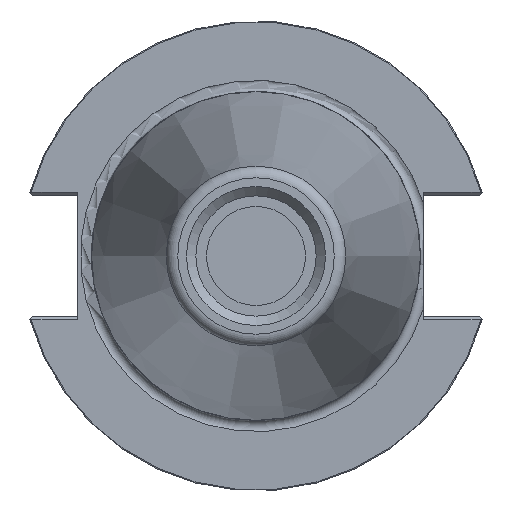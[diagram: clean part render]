
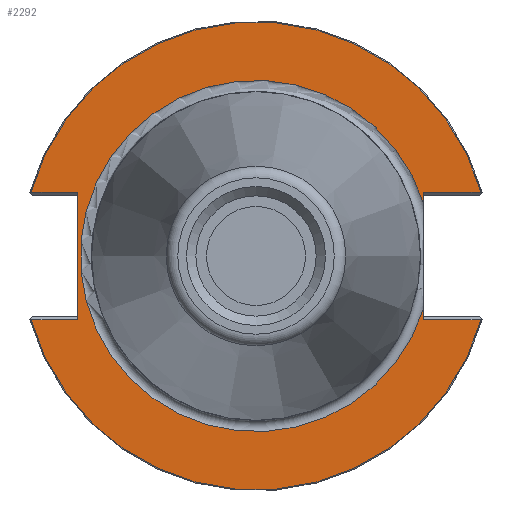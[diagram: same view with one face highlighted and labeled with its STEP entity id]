
A CAD part, left-side view. The second image highlights one B-rep face of the part: STEP entity #2292.
In plain terms, the highlighted planar face has unit normal (-1, 0, 0).
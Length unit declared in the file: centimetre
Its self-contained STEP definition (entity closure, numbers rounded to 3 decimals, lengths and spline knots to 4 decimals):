
#227=LINE('',#4335,#384);
#228=LINE('',#4357,#385);
#235=LINE('',#4414,#392);
#237=LINE('',#4418,#394);
#238=LINE('',#4420,#395);
#239=LINE('',#4422,#396);
#240=LINE('',#4425,#397);
#384=VECTOR('',#2777,0.1336);
#385=VECTOR('',#2778,0.1336);
#392=VECTOR('',#2795,0.7828);
#394=VECTOR('',#2799,0.6304);
#395=VECTOR('',#2800,1.7177);
#396=VECTOR('',#2801,0.6304);
#397=VECTOR('',#2804,0.7828);
#498=PLANE('',#2447);
#654=FACE_OUTER_BOUND('',#810,.T.);
#810=EDGE_LOOP('',(#1746,#1747,#1748,#1749,#1750,#1751,#1752,#1753,#1754,
#1755));
#915=CIRCLE('',#2443,3.1623);
#917=CIRCLE('',#2448,3.1623);
#918=CIRCLE('',#2449,2.3741);
#1033=VERTEX_POINT('',#4332);
#1034=VERTEX_POINT('',#4334);
#1035=VERTEX_POINT('',#4336);
#1036=VERTEX_POINT('',#4356);
#1040=VERTEX_POINT('',#4365);
#1041=VERTEX_POINT('',#4374);
#1048=VERTEX_POINT('',#4417);
#1049=VERTEX_POINT('',#4419);
#1050=VERTEX_POINT('',#4421);
#1051=VERTEX_POINT('',#4423);
#1284=EDGE_CURVE('',#1034,#1033,#227,.T.);
#1286=EDGE_CURVE('',#1036,#1035,#228,.T.);
#1291=EDGE_CURVE('',#1040,#1041,#915,.T.);
#1300=EDGE_CURVE('',#1033,#1041,#235,.T.);
#1302=EDGE_CURVE('',#1048,#1040,#237,.T.);
#1303=EDGE_CURVE('',#1049,#1048,#238,.T.);
#1304=EDGE_CURVE('',#1050,#1049,#239,.T.);
#1305=EDGE_CURVE('',#1051,#1050,#917,.T.);
#1306=EDGE_CURVE('',#1051,#1036,#240,.T.);
#1307=EDGE_CURVE('',#1035,#1034,#918,.T.);
#1746=ORIENTED_EDGE('',*,*,#1291,.F.);
#1747=ORIENTED_EDGE('',*,*,#1302,.F.);
#1748=ORIENTED_EDGE('',*,*,#1303,.F.);
#1749=ORIENTED_EDGE('',*,*,#1304,.F.);
#1750=ORIENTED_EDGE('',*,*,#1305,.F.);
#1751=ORIENTED_EDGE('',*,*,#1306,.T.);
#1752=ORIENTED_EDGE('',*,*,#1286,.T.);
#1753=ORIENTED_EDGE('',*,*,#1307,.T.);
#1754=ORIENTED_EDGE('',*,*,#1284,.T.);
#1755=ORIENTED_EDGE('',*,*,#1300,.T.);
#2292=ADVANCED_FACE('',(#654),#498,.T.);
#2443=AXIS2_PLACEMENT_3D('',#4375,#2784,#2785);
#2447=AXIS2_PLACEMENT_3D('',#4416,#2797,#2798);
#2448=AXIS2_PLACEMENT_3D('',#4424,#2802,#2803);
#2449=AXIS2_PLACEMENT_3D('',#4426,#2805,#2806);
#2777=DIRECTION('',(0.,0.,1.));
#2778=DIRECTION('',(0.,0.,1.));
#2784=DIRECTION('center_axis',(1.,0.,0.));
#2785=DIRECTION('ref_axis',(0.,0.,
1.));
#2795=DIRECTION('',(0.,-1.,0.));
#2797=DIRECTION('center_axis',(-1.,0.,0.));
#2798=DIRECTION('ref_axis',(0.,0.,1.));
#2799=DIRECTION('',(0.,1.,0.));
#2800=DIRECTION('',(0.,0.,1.));
#2801=DIRECTION('',(0.,-1.,0.));
#2802=DIRECTION('center_axis',(1.,0.,0.));
#2803=DIRECTION('ref_axis',(0.,0.,
-1.));
#2804=DIRECTION('',(0.,1.,0.));
#2805=DIRECTION('center_axis',(1.,0.,0.));
#2806=DIRECTION('ref_axis',(0.,0.,1.));
#4332=CARTESIAN_POINT('',(1.1819,-1.5225,0.8588));
#4334=CARTESIAN_POINT('',(1.1819,-1.5225,0.7252));
#4335=CARTESIAN_POINT('',(1.1819,-1.5225,0.));
#4336=CARTESIAN_POINT('',(1.1819,-1.5225,-0.7252));
#4356=CARTESIAN_POINT('',(1.1819,-1.5225,-0.8588));
#4357=CARTESIAN_POINT('',(1.1819,-1.5225,0.));
#4365=CARTESIAN_POINT('',(1.1819,3.7815,0.8588));
#4374=CARTESIAN_POINT('',(1.1819,-2.3054,0.8588));
#4375=CARTESIAN_POINT('Origin',(1.1819,0.7381,0.));
#4414=CARTESIAN_POINT('',(1.1819,-1.5543,0.8588));
#4416=CARTESIAN_POINT('Origin',(1.1819,-1.4844,0.));
#4417=CARTESIAN_POINT('',(1.1819,3.1511,0.8588));
#4418=CARTESIAN_POINT('',(1.1819,0.8079,0.8588));
#4419=CARTESIAN_POINT('',(1.1819,3.1511,-0.8588));
#4420=CARTESIAN_POINT('',(1.1819,3.1511,-0.8588));
#4421=CARTESIAN_POINT('',(1.1819,3.7815,-0.8588));
#4422=CARTESIAN_POINT('',(1.1819,1.4429,-0.8588));
#4423=CARTESIAN_POINT('',(1.1819,-2.3054,-0.8588));
#4424=CARTESIAN_POINT('Origin',(1.1819,0.7381,0.));
#4425=CARTESIAN_POINT('',(1.1819,-1.5543,-0.8588));
#4426=CARTESIAN_POINT('Origin',(1.1819,0.7381,0.));
